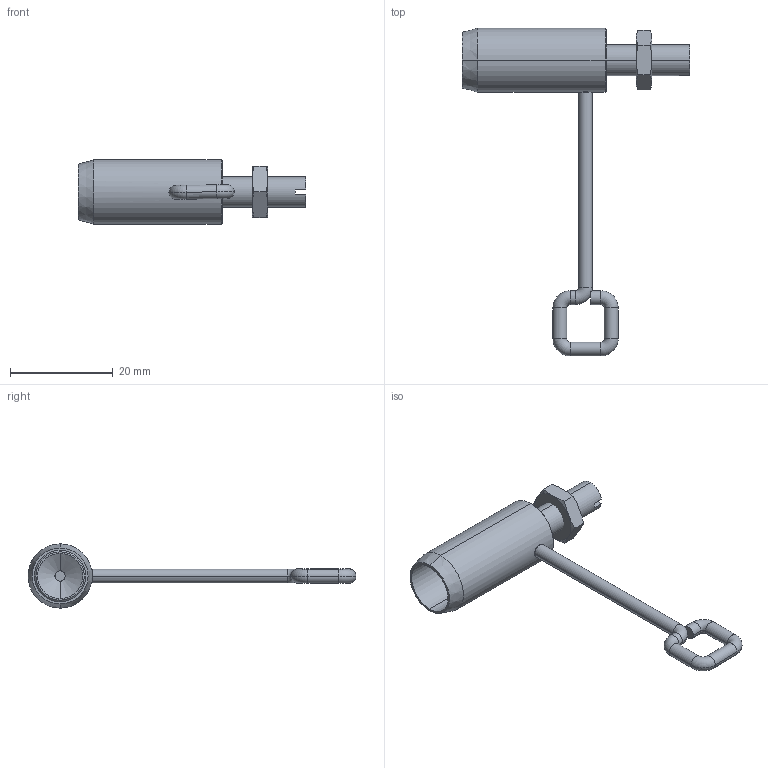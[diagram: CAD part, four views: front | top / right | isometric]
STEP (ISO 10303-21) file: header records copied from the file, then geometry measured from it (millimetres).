
FILE_DESCRIPTION (( 'STEP AP214' ), '1' );
FILE_NAME ('OS-2325 - POS-180 .STEP', '2019-08-16T15:47:51', ( '' ), ( '' ), 'SwSTEP 2.0', 'SolidWorks 2019', '' );
FILE_SCHEMA (( 'AUTOMOTIVE_DESIGN' ));
Length unit declared in the file: millimetre
Products named in the file (9): OS-2325 - POS-181; OS-2325 - POS-182; OS-2325 - POS-183; OS-2325 - POS-184; OS-2325 - POS-180 
Assembly tree (4 placements, depth 2):
  OS-2325 - POS-181
  OS-2325 - POS-180 
    OS-2325 - POS-182
    OS-2325 - POS-183
    OS-2325 - POS-184
    OS-2325 - POS-181
  OS-2325 - POS-184
  OS-2325 - POS-183
  OS-2325 - POS-182
Bounding box: 44.29 x 63.85 x 12.5 mm (x, y, z)
Volume: 3196 mm3; surface area: 3756.4 mm2
Topology: 4 solids, 4 shells, 84 faces, 182 edges, 107 vertices
Faces by surface type: cylinder 28, cone 23, plane 21, torus 12
Entity records: 2887 total; most frequent: CARTESIAN_POINT 568, DIRECTION 431, ORIENTED_EDGE 364, AXIS2_PLACEMENT_3D 186, EDGE_CURVE 182, VERTEX_POINT 107, CIRCLE 94, EDGE_LOOP 93
